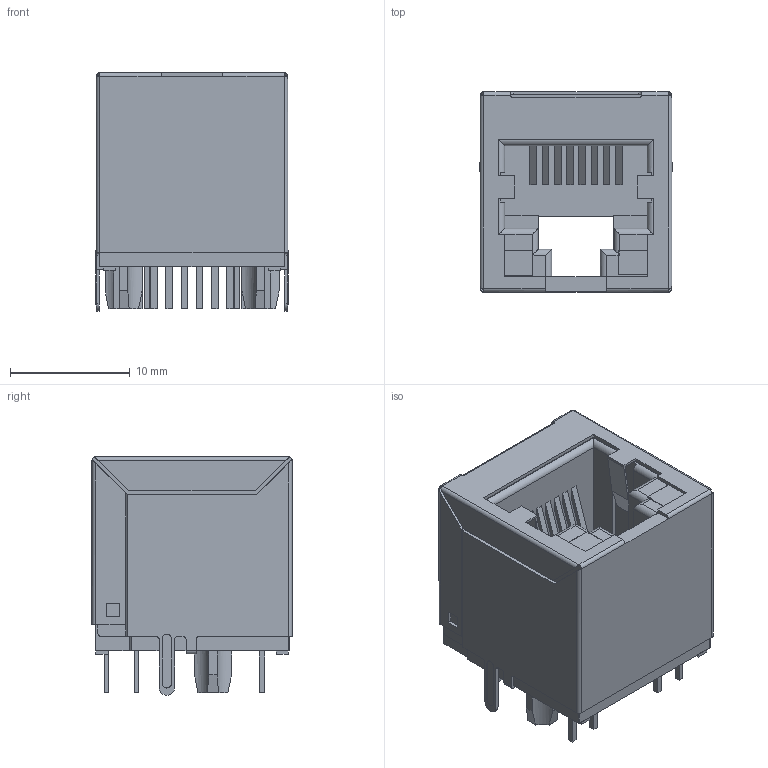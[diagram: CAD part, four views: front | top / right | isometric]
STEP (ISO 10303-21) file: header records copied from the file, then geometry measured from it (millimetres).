
FILE_DESCRIPTION(('CATIA V5 STEP Exchange','CAx-IF Rec.Pracs.--- Model Styling and Organization---1.4--- 2014-01-23'),'2;1');
FILE_NAME ('D1483504_0_2745360000_2745360000.stp','2021-04-27T05:58:23+00:00',('none'),('Weidmueller'),'CATIA Version 5-6 Release 2016 SP3 HF44','CATIA V5 STEP AP214','none');
FILE_SCHEMA(('AUTOMOTIVE_DESIGN { 1 0 10303 214 1 1 1 1 }'));
Length unit declared in the file: millimetre
Products named in the file (1): 2745360000
Bounding box: 16.06 x 16.7 x 19.9 mm (x, y, z)
Volume: 2702.4 mm3; surface area: 2709.9 mm2
Topology: 1 solids, 1 shells, 406 faces, 1126 edges, 720 vertices
Faces by surface type: plane 335, cylinder 63, sphere 8
Entity records: 13151 total; most frequent: CARTESIAN_POINT 2780, ORIENTED_EDGE 2240, DIRECTION 1867, EDGE_CURVE 1120, VECTOR 956, LINE 956, VERTEX_POINT 720, AXIS2_PLACEMENT_3D 506
